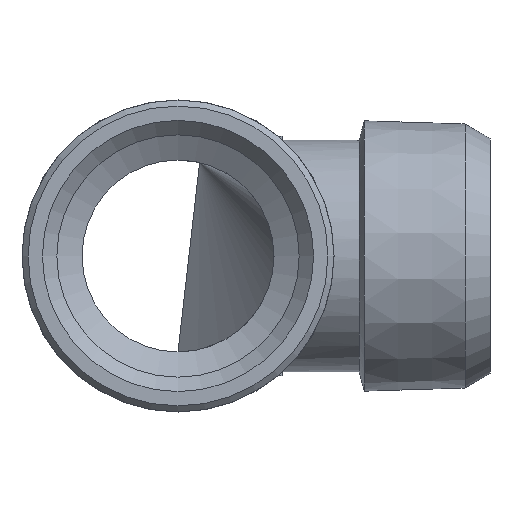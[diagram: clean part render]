
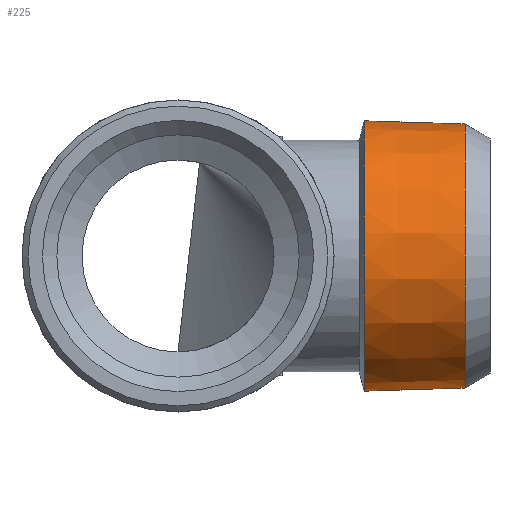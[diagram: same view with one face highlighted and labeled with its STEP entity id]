
A CAD part, left-side view. The second image highlights one B-rep face of the part: STEP entity #225.
In plain terms, the highlighted conical face has half-angle 1.79 degrees and reference radius 16.5 mm.
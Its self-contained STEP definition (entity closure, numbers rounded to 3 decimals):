
#80 = AXIS2_PLACEMENT_3D ( 'NONE', #557, #556, #562 ) ;
#122 = AXIS2_PLACEMENT_3D ( 'NONE', #731, #726, #725 ) ;
#150 = EDGE_CURVE ( 'NONE', #953, #953, #1065, .T. ) ;
#158 = AXIS2_PLACEMENT_3D ( 'NONE', #696, #347, #300 ) ;
#191 = EDGE_CURVE ( 'NONE', #975, #975, #1011, .T. ) ;
#225 = ADVANCED_FACE ( 'NONE', ( #938, #935 ), #932, .T. ) ;
#300 = DIRECTION ( 'NONE',  ( 0., 0., 1. ) ) ;
#347 = DIRECTION ( 'NONE',  ( 0., 1., 0. ) ) ;
#502 = CARTESIAN_POINT ( 'NONE',  ( 237.395, -28.69, -8.107 ) ) ;
#556 = DIRECTION ( 'NONE',  ( 0., 1., 0. ) ) ;
#557 = CARTESIAN_POINT ( 'NONE',  ( 237.395, -41.271, -25. ) ) ;
#562 = DIRECTION ( 'NONE',  ( 0., 0., 1. ) ) ;
#696 = CARTESIAN_POINT ( 'NONE',  ( 237.395, -28.69, -25. ) ) ;
#725 = DIRECTION ( 'NONE',  ( 0., 0., 1. ) ) ;
#726 = DIRECTION ( 'NONE',  ( 0., 1., 0. ) ) ;
#731 = CARTESIAN_POINT ( 'NONE',  ( 237.395, -41.271, -25. ) ) ;
#739 = CARTESIAN_POINT ( 'NONE',  ( 237.395, -41.271, -8.5 ) ) ;
#932 = CONICAL_SURFACE ( 'NONE', #80, 16.5, 0.031 ) ;
#935 = FACE_BOUND ( 'NONE', #1145, .T. ) ;
#938 = FACE_OUTER_BOUND ( 'NONE', #1151, .T. ) ;
#953 = VERTEX_POINT ( 'NONE', #502 ) ;
#975 = VERTEX_POINT ( 'NONE', #739 ) ;
#1011 = CIRCLE ( 'NONE', #122, 16.5 ) ;
#1065 = CIRCLE ( 'NONE', #158, 16.893 ) ;
#1145 = EDGE_LOOP ( 'NONE', ( #1257 ) ) ;
#1151 = EDGE_LOOP ( 'NONE', ( #1256 ) ) ;
#1256 = ORIENTED_EDGE ( 'NONE', *, *, #150, .F. ) ;
#1257 = ORIENTED_EDGE ( 'NONE', *, *, #191, .T. ) ;
